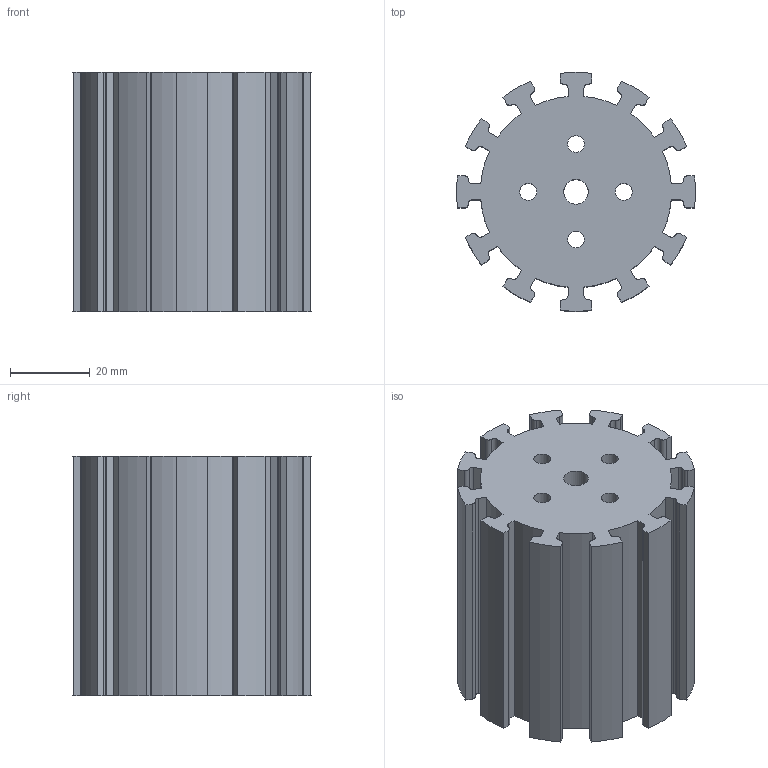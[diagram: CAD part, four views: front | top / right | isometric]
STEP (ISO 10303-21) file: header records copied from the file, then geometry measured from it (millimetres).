
FILE_DESCRIPTION(/* description */ (''),/* implementation_level */ '2;1');
FILE_NAME(/* name */ '',/* time_stamp */ '2025-11-06T18:21:27+03:00',/* author */ ('Phantom'),/* organization */ (''),/* preprocessor_version */ 'ST-DEVELOPER v20',/* originating_system */ 'Autodesk Inventor 2025',/* authorisation */ '');
FILE_SCHEMA (('AUTOMOTIVE_DESIGN { 1 0 10303 214 3 1 1 }'));
Length unit declared in the file: millimetre
Products named in the file (1): внутр сиськи
Bounding box: 59.94 x 59.94 x 60 mm (x, y, z)
Volume: 120563.5 mm3; surface area: 33126.3 mm2
Topology: 1 solids, 1 shells, 135 faces, 387 edges, 258 vertices
Faces by surface type: cylinder 81, plane 54
Full cylindrical faces by diameter (mm): 4.2 x4, 6.2 x1, 9 x4
Entity records: 4546 total; most frequent: DIRECTION 821, CARTESIAN_POINT 781, ORIENTED_EDGE 774, EDGE_CURVE 387, AXIS2_PLACEMENT_3D 298, VERTEX_POINT 258, LINE 225, VECTOR 225
